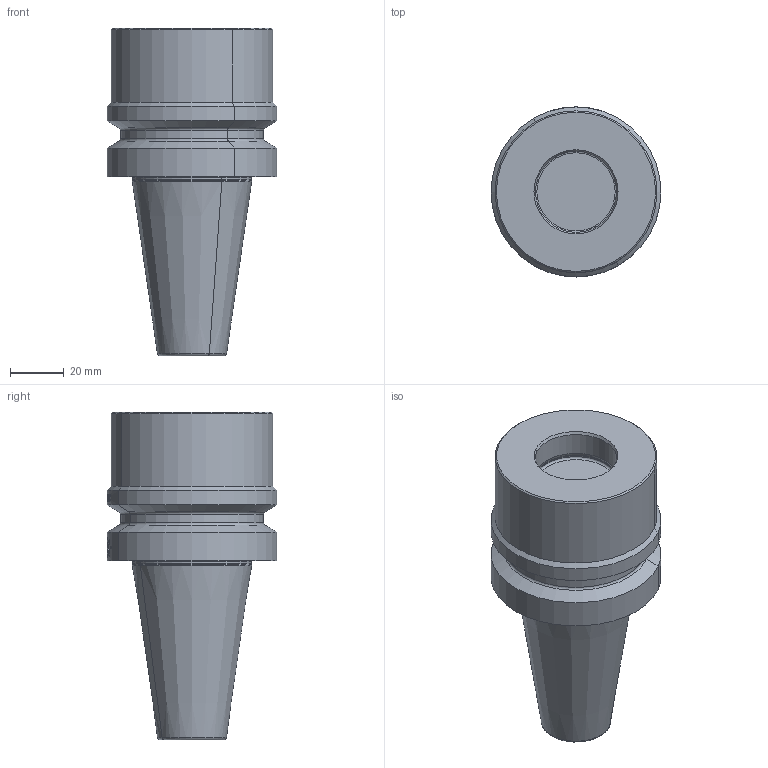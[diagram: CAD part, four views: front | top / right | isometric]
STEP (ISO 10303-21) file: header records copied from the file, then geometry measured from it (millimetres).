
FILE_DESCRIPTION((''),'2;1');
FILE_NAME('606355636-000-00-ED1_DEX','2014-10-13T',('brunnert'),(''),'PRO/ENGINEER BY PARAMETRIC TECHNOLOGY CORPORATION, 2011220','PRO/ENGINEER BY PARAMETRIC TECHNOLOGY CORPORATION, 2011220','');
FILE_SCHEMA(('AUTOMOTIVE_DESIGN_CC2 { 1 2 10303 214 -1 1 5 2 }'));
Length unit declared in the file: millimetre
Products named in the file (1): 606355636-000-00-ED1_DEX
Bounding box: 63 x 63 x 121.4 mm (x, y, z)
Volume: 213712.7 mm3; surface area: 24906.1 mm2
Topology: 1 solids, 1 shells, 536 faces, 1566 edges, 1066 vertices
Faces by surface type: plane 458, cylinder 37, cone 18, torus 16, extrusion 7
Entity records: 23104 total; most frequent: CARTESIAN_POINT 5224, ORIENTED_EDGE 2968, DIRECTION 2049, PRESENTATION_STYLE_ASSIGNMENT 1614, STYLED_ITEM 1600, CURVE_STYLE 1584, EDGE_CURVE 1484, VERTEX_POINT 976
